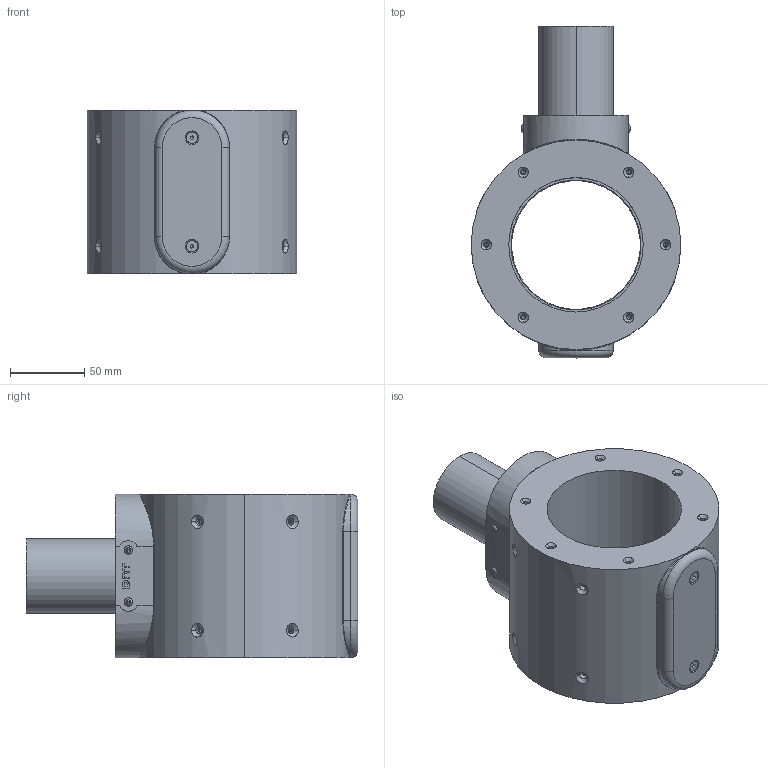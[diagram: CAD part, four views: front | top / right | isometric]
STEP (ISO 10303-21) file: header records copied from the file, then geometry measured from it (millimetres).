
FILE_DESCRIPTION (( 'STEP AP214' ), '1' );
FILE_NAME ('P-086-030-rev-D-ST.STEP', '2022-05-27T12:08:38', ( '' ), ( '' ), 'SwSTEP 2.0', 'SolidWorks 2021', '' );
FILE_SCHEMA (( 'AUTOMOTIVE_DESIGN' ));
Length unit declared in the file: millimetre
Products named in the file (1): P-086-030-rev-D-ST
Bounding box: 141 x 223.22 x 110.06 mm (x, y, z)
Volume: 1282325.8 mm3; surface area: 123974.3 mm2
Topology: 1 solids, 16 shells, 635 faces, 1476 edges, 848 vertices
Faces by surface type: cylinder 190, cone 189, plane 183, bspline 50, torus 15, sphere 8
Entity records: 24910 total; most frequent: CARTESIAN_POINT 6319, DIRECTION 2921, ORIENTED_EDGE 2800, EDGE_CURVE 1400, AXIS2_PLACEMENT_3D 1113, VERTEX_POINT 848, LINE 695, VECTOR 695
